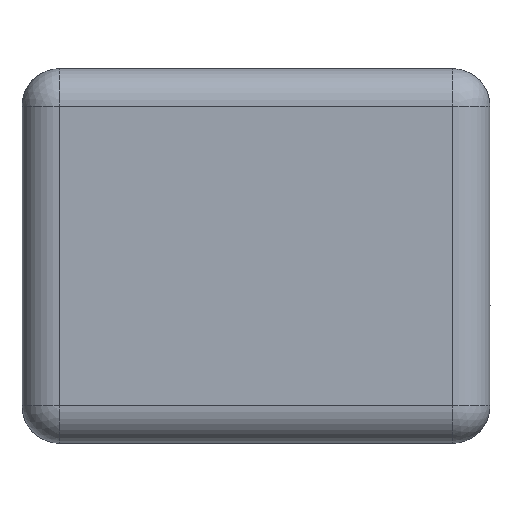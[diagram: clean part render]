
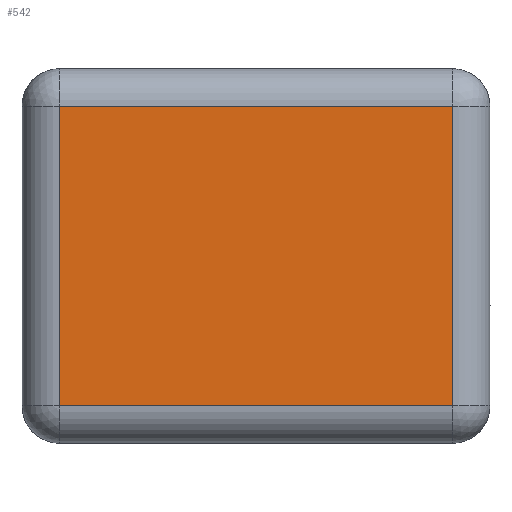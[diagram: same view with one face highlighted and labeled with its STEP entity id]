
A CAD part, left-side view. The second image highlights one B-rep face of the part: STEP entity #542.
In plain terms, the highlighted planar face has unit normal (-1, 0, 0).
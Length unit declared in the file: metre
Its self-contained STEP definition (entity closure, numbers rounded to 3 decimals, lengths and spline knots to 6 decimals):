
#240 = EDGE_CURVE( '', #669, #670, #671, .T. );
#308 = EDGE_CURVE( '', #781, #669, #782, .T. );
#542 = ADVANCED_FACE( '', ( #1087 ), #1088, .T. );
#552 = EDGE_CURVE( '', #670, #910, #1099, .T. );
#604 = EDGE_CURVE( '', #910, #781, #1160, .T. );
#669 = VERTEX_POINT( '', #1239 );
#670 = VERTEX_POINT( '', #1240 );
#671 = LINE( '', #1241, #1242 );
#781 = VERTEX_POINT( '', #1407 );
#782 = LINE( '', #1408, #1409 );
#910 = VERTEX_POINT( '', #1670 );
#1087 = FACE_OUTER_BOUND( '', #2082, .T. );
#1088 = PLANE( '', #2083 );
#1099 = LINE( '', #2100, #2101 );
#1160 = LINE( '', #2192, #2193 );
#1239 = CARTESIAN_POINT( '', ( -0.001134, 0.000538, 0.000904 ) );
#1240 = CARTESIAN_POINT( '', ( -0.001134, -0.000512, 0.000904 ) );
#1241 = CARTESIAN_POINT( '', ( -0.001134, 0.000325, 0.000904 ) );
#1242 = VECTOR( '', #2227, 1. );
#1407 = CARTESIAN_POINT( '', ( -0.001134, 0.000538, 0.000104 ) );
#1408 = CARTESIAN_POINT( '', ( -0.001134, 0.000538, 0.000254 ) );
#1409 = VECTOR( '', #2346, 1. );
#1670 = CARTESIAN_POINT( '', ( -0.001134, -0.000512, 0.000104 ) );
#2082 = EDGE_LOOP( '', ( #2821, #2822, #2823, #2824 ) );
#2083 = AXIS2_PLACEMENT_3D( '', #2825, #2826, #2827 );
#2100 = CARTESIAN_POINT( '', ( -0.001134, -0.000512, 0.000754 ) );
#2101 = VECTOR( '', #2838, 1. );
#2192 = CARTESIAN_POINT( '', ( -0.001134, -0.0003, 0.000104 ) );
#2193 = VECTOR( '', #2938, 1. );
#2227 = DIRECTION( '', ( 0., -1., 0. ) );
#2346 = DIRECTION( '', ( 0., 0., 1. ) );
#2821 = ORIENTED_EDGE( '', *, *, #240, .F. );
#2822 = ORIENTED_EDGE( '', *, *, #308, .F. );
#2823 = ORIENTED_EDGE( '', *, *, #604, .F. );
#2824 = ORIENTED_EDGE( '', *, *, #552, .F. );
#2825 = CARTESIAN_POINT( '', ( -0.001134, 0.000013, 0.000504 ) );
#2826 = DIRECTION( '', ( -1., 0., 0. ) );
#2827 = DIRECTION( '', ( 0., 1., 0. ) );
#2838 = DIRECTION( '', ( 0., 0., -1. ) );
#2938 = DIRECTION( '', ( 0., 1., 0. ) );
